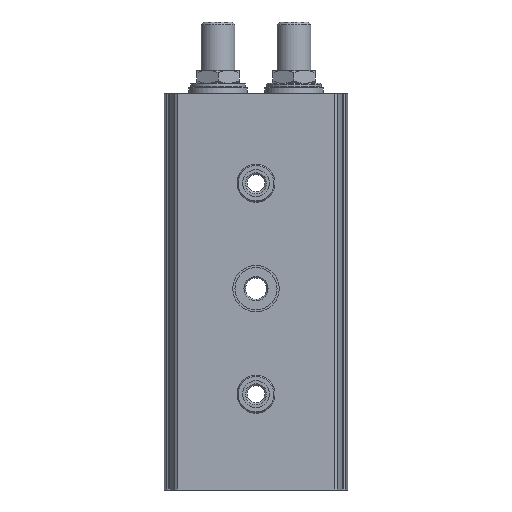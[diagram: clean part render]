
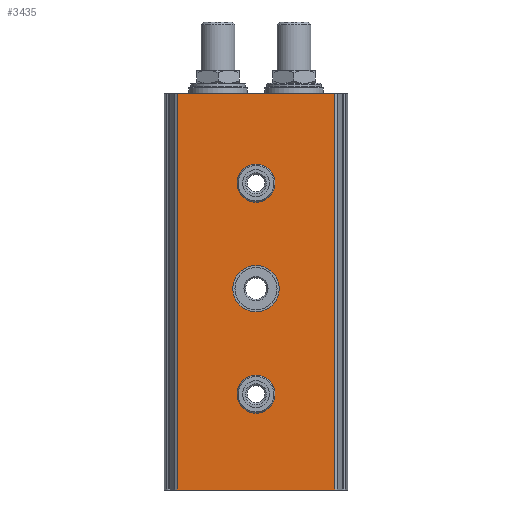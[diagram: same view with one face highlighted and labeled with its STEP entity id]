
A CAD part, front view. The second image highlights one B-rep face of the part: STEP entity #3435.
In plain terms, the highlighted planar face has unit normal (0, -1, 0).
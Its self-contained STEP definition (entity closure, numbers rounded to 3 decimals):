
#187=PLANE('',#3775);
#288=LINE('',#5411,#460);
#302=LINE('',#5472,#474);
#304=LINE('',#5481,#476);
#305=LINE('',#5483,#477);
#460=VECTOR('',#4283,1000.);
#474=VECTOR('',#4331,1000.);
#476=VECTOR('',#4341,1000.);
#477=VECTOR('',#4342,1000.);
#700=ORIENTED_EDGE('',*,*,#1574,.F.);
#701=ORIENTED_EDGE('',*,*,#1575,.F.);
#702=ORIENTED_EDGE('',*,*,#1576,.F.);
#703=ORIENTED_EDGE('',*,*,#1577,.T.);
#704=ORIENTED_EDGE('',*,*,#1578,.F.);
#705=ORIENTED_EDGE('',*,*,#1542,.F.);
#706=ORIENTED_EDGE('',*,*,#1572,.T.);
#1542=EDGE_CURVE('',#1983,#1984,#288,.T.);
#1572=EDGE_CURVE('',#1983,#2013,#302,.T.);
#1574=EDGE_CURVE('',#2014,#2014,#2343,.T.);
#1575=EDGE_CURVE('',#2015,#2015,#2344,.T.);
#1576=EDGE_CURVE('',#2016,#2016,#2345,.T.);
#1577=EDGE_CURVE('',#2013,#2017,#304,.T.);
#1578=EDGE_CURVE('',#1984,#2017,#305,.T.);
#1983=VERTEX_POINT('',#5410);
#1984=VERTEX_POINT('',#5412);
#2013=VERTEX_POINT('',#5471);
#2014=VERTEX_POINT('',#5476);
#2015=VERTEX_POINT('',#5478);
#2016=VERTEX_POINT('',#5480);
#2017=VERTEX_POINT('',#5482);
#2343=CIRCLE('',#3776,4.5);
#2344=CIRCLE('',#3777,4.5);
#2345=CIRCLE('',#3778,5.5);
#2541=EDGE_LOOP('',(#700));
#2542=EDGE_LOOP('',(#701));
#2543=EDGE_LOOP('',(#702));
#2544=EDGE_LOOP('',(#703,#704,#705,#706));
#2950=FACE_BOUND('',#2541,.T.);
#2951=FACE_BOUND('',#2542,.T.);
#2952=FACE_BOUND('',#2543,.T.);
#2953=FACE_BOUND('',#2544,.T.);
#3435=ADVANCED_FACE('',(#2950,#2951,#2952,#2953),#187,.F.);
#3775=AXIS2_PLACEMENT_3D('',#5474,#4333,#4334);
#3776=AXIS2_PLACEMENT_3D('',#5475,#4335,#4336);
#3777=AXIS2_PLACEMENT_3D('',#5477,#4337,#4338);
#3778=AXIS2_PLACEMENT_3D('',#5479,#4339,#4340);
#4283=DIRECTION('',(1.,0.,0.));
#4331=DIRECTION('',(0.,0.,-1.));
#4333=DIRECTION('',(0.,1.,0.));
#4334=DIRECTION('',(0.,0.,1.));
#4335=DIRECTION('',(0.,-1.,0.));
#4336=DIRECTION('',(0.,0.,-1.));
#4337=DIRECTION('',(0.,-1.,0.));
#4338=DIRECTION('',(0.,0.,-1.));
#4339=DIRECTION('',(0.,-1.,0.));
#4340=DIRECTION('',(0.,0.,-1.));
#4341=DIRECTION('',(1.,0.,0.));
#4342=DIRECTION('',(0.,0.,-1.));
#5410=CARTESIAN_POINT('',(-18.716,0.,46.2));
#5411=CARTESIAN_POINT('',(-18.716,0.,46.2));
#5412=CARTESIAN_POINT('',(18.716,0.,46.2));
#5471=CARTESIAN_POINT('',(-18.716,0.,-47.7));
#5472=CARTESIAN_POINT('',(-18.716,0.,46.2));
#5474=CARTESIAN_POINT('',(-18.716,0.,46.2));
#5475=CARTESIAN_POINT('',(0.,0.,25.));
#5476=CARTESIAN_POINT('',(0.,0.,20.5));
#5477=CARTESIAN_POINT('',(0.,0.,-25.));
#5478=CARTESIAN_POINT('',(0.,0.,-29.5));
#5479=CARTESIAN_POINT('',(0.,0.,0.));
#5480=CARTESIAN_POINT('',(0.,0.,-5.5));
#5481=CARTESIAN_POINT('',(-18.716,0.,-47.7));
#5482=CARTESIAN_POINT('',(18.716,0.,-47.7));
#5483=CARTESIAN_POINT('',(18.716,0.,46.2));
